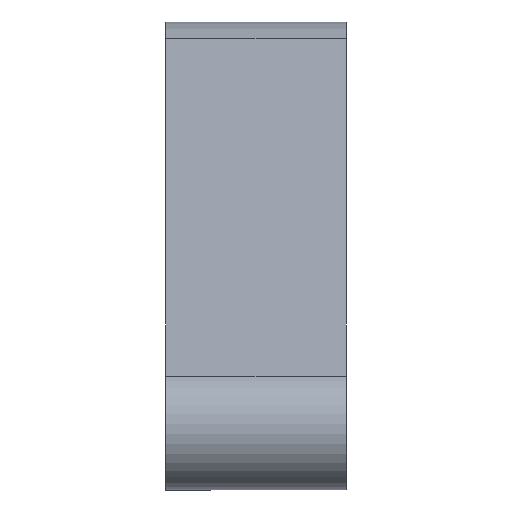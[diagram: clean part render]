
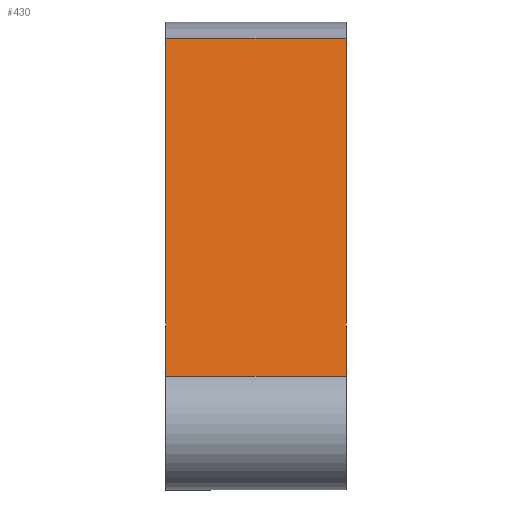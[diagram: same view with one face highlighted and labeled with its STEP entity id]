
A CAD part, front view. The second image highlights one B-rep face of the part: STEP entity #430.
In plain terms, the highlighted planar face has unit normal (0, -0.452, 0.892).
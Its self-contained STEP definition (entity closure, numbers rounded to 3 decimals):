
#80=DIRECTION('',(1.,0.,0.));
#81=VECTOR('',#80,6.);
#82=CARTESIAN_POINT('',(-3.,-24.397,-6.767));
#83=LINE('',#82,#81);
#93=DIRECTION('',(0.,0.892,0.452));
#94=VECTOR('',#93,24.819);
#95=CARTESIAN_POINT('',(-3.,-24.397,-6.767));
#96=LINE('',#95,#94);
#97=DIRECTION('',(0.,-0.892,-0.452));
#98=VECTOR('',#97,24.819);
#99=CARTESIAN_POINT('',(3.,-2.262,4.459));
#100=LINE('',#99,#98);
#115=DIRECTION('',(1.,0.,0.));
#116=VECTOR('',#115,6.);
#117=CARTESIAN_POINT('',(-3.,-2.262,4.459));
#118=LINE('',#117,#116);
#224=CARTESIAN_POINT('',(3.,-2.262,4.459));
#226=VERTEX_POINT('',#224);
#233=CARTESIAN_POINT('',(3.,-24.397,-6.767));
#234=VERTEX_POINT('',#233);
#245=CARTESIAN_POINT('',(-3.,-2.262,4.459));
#247=VERTEX_POINT('',#245);
#256=CARTESIAN_POINT('',(-3.,-24.397,-6.767));
#258=VERTEX_POINT('',#256);
#418=CARTESIAN_POINT('',(6.,-2.262,4.459));
#419=DIRECTION('',(0.,-0.452,0.892));
#420=DIRECTION('',(0.,-0.892,-0.452));
#421=AXIS2_PLACEMENT_3D('',#418,#419,#420);
#422=PLANE('',#421);
#423=ORIENTED_EDGE('',*,*,#305,.T.);
#425=ORIENTED_EDGE('',*,*,#424,.T.);
#426=ORIENTED_EDGE('',*,*,#365,.T.);
#427=ORIENTED_EDGE('',*,*,#411,.F.);
#428=EDGE_LOOP('',(#423,#425,#426,#427));
#429=FACE_OUTER_BOUND('',#428,.F.);
#430=ADVANCED_FACE('',(#429),#422,.T.);
#305=EDGE_CURVE('',#258,#247,#96,.T.);
#365=EDGE_CURVE('',#226,#234,#100,.T.);
#411=EDGE_CURVE('',#258,#234,#83,.T.);
#424=EDGE_CURVE('',#247,#226,#118,.T.);
